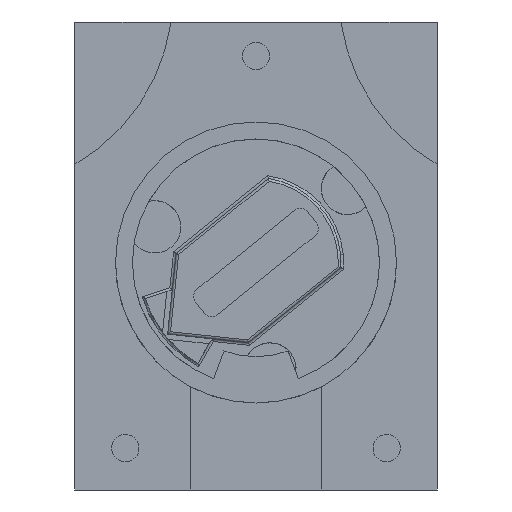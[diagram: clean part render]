
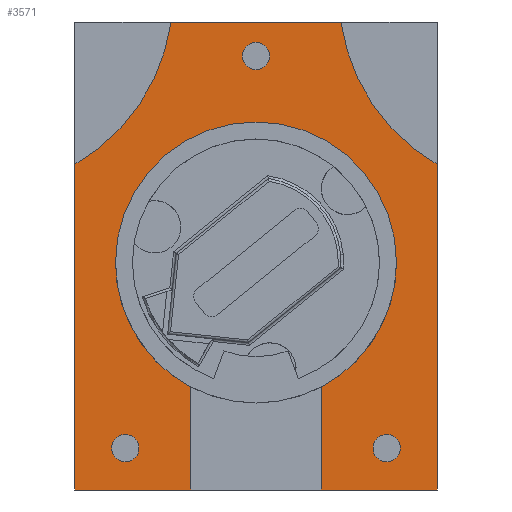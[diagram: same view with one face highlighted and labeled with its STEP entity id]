
A CAD part, front view. The second image highlights one B-rep face of the part: STEP entity #3571.
In plain terms, the highlighted planar face has unit normal (0, -1, 0).
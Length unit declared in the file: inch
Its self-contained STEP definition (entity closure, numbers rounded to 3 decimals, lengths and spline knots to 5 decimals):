
#33=CARTESIAN_POINT('',(0.,-0.025,0.));
#34=DIRECTION('',(0.,1.,0.));
#35=DIRECTION('',(1.,0.,0.));
#36=AXIS2_PLACEMENT_3D('',#33,#34,#35);
#46=CARTESIAN_POINT('',(0.,-0.025,0.));
#47=DIRECTION('',(0.,1.,0.));
#48=DIRECTION('',(-0.465,0.,-0.885));
#49=AXIS2_PLACEMENT_3D('',#46,#47,#48);
#55=CARTESIAN_POINT('',(0.,-0.025,0.));
#56=DIRECTION('',(0.,1.,0.));
#57=DIRECTION('',(-1.,0.,0.));
#58=AXIS2_PLACEMENT_3D('',#55,#56,#57);
#60=DIRECTION('',(0.,0.,1.));
#61=VECTOR('',#60,0.07884);
#62=CARTESIAN_POINT('',(-0.05,-0.025,-0.174));
#63=LINE('',#62,#61);
#64=CARTESIAN_POINT('',(-0.2135,-0.025,0.205));
#65=DIRECTION('',(0.,1.,0.));
#66=DIRECTION('',(0.99,0.,-0.14));
#67=AXIS2_PLACEMENT_3D('',#64,#65,#66);
#69=CARTESIAN_POINT('',(0.2135,-0.025,0.205));
#70=DIRECTION('',(0.,1.,0.));
#71=DIRECTION('',(-0.5,0.,-0.866));
#72=AXIS2_PLACEMENT_3D('',#69,#70,#71);
#74=DIRECTION('',(0.,0.,-1.));
#75=VECTOR('',#74,0.07884);
#76=CARTESIAN_POINT('',(0.05,-0.025,-0.09516));
#77=LINE('',#76,#75);
#95=DIRECTION('',(-1.,0.,0.));
#96=VECTOR('',#95,0.0885);
#97=CARTESIAN_POINT('',(0.1385,-0.025,-0.174));
#98=LINE('',#97,#96);
#103=DIRECTION('',(-1.,0.,0.));
#104=VECTOR('',#103,0.0885);
#105=CARTESIAN_POINT('',(-0.05,-0.025,-0.174));
#106=LINE('',#105,#104);
#115=DIRECTION('',(0.,0.,-1.));
#116=VECTOR('',#115,0.2491);
#117=CARTESIAN_POINT('',(0.1385,-0.025,0.0751));
#118=LINE('',#117,#116);
#140=DIRECTION('',(1.,0.,0.));
#141=VECTOR('',#140,0.12995);
#142=CARTESIAN_POINT('',(-0.06498,-0.025,0.184));
#143=LINE('',#142,#141);
#169=DIRECTION('',(0.,0.,1.));
#170=VECTOR('',#169,0.2491);
#171=CARTESIAN_POINT('',(-0.1385,-0.025,-0.174));
#172=LINE('',#171,#170);
#1871=CARTESIAN_POINT('',(0.,-0.025,0.158));
#1872=DIRECTION('',(0.,-1.,0.));
#1873=DIRECTION('',(0.,0.,-1.));
#1874=AXIS2_PLACEMENT_3D('',#1871,#1872,#1873);
#1880=CARTESIAN_POINT('',(0.,-0.025,0.158));
#1881=DIRECTION('',(0.,-1.,0.));
#1882=DIRECTION('',(0.,0.,1.));
#1883=AXIS2_PLACEMENT_3D('',#1880,#1881,#1882);
#1899=CARTESIAN_POINT('',(0.1,-0.025,-0.142));
#1900=DIRECTION('',(0.,1.,0.));
#1901=DIRECTION('',(0.356,0.,-0.935));
#1902=AXIS2_PLACEMENT_3D('',#1899,#1900,#1901);
#1908=CARTESIAN_POINT('',(0.1,-0.025,-0.142));
#1909=DIRECTION('',(0.,1.,0.));
#1910=DIRECTION('',(-0.356,0.,0.935));
#1911=AXIS2_PLACEMENT_3D('',#1908,#1909,#1910);
#1927=CARTESIAN_POINT('',(-0.1,-0.025,-0.142));
#1928=DIRECTION('',(0.,1.,0.));
#1929=DIRECTION('',(0.356,0.,0.935));
#1930=AXIS2_PLACEMENT_3D('',#1927,#1928,#1929);
#1936=CARTESIAN_POINT('',(-0.1,-0.025,-0.142));
#1937=DIRECTION('',(0.,1.,0.));
#1938=DIRECTION('',(-0.356,0.,-0.935));
#1939=AXIS2_PLACEMENT_3D('',#1936,#1937,#1938);
#2899=CARTESIAN_POINT('',(0.1075,-0.025,0.));
#2900=CARTESIAN_POINT('',(0.05,-0.025,-0.09516));
#2901=VERTEX_POINT('',#2899);
#2902=VERTEX_POINT('',#2900);
#2919=CARTESIAN_POINT('',(-0.1385,-0.025,-0.174));
#2920=CARTESIAN_POINT('',(-0.1385,-0.025,0.0751));
#2921=VERTEX_POINT('',#2919);
#2922=VERTEX_POINT('',#2920);
#2923=CARTESIAN_POINT('',(-0.06498,-0.025,0.184));
#2924=CARTESIAN_POINT('',(0.06498,-0.025,0.184));
#2925=VERTEX_POINT('',#2923);
#2926=VERTEX_POINT('',#2924);
#2927=CARTESIAN_POINT('',(0.1385,-0.025,0.0751));
#2928=CARTESIAN_POINT('',(0.1385,-0.025,-0.174));
#2929=VERTEX_POINT('',#2927);
#2930=VERTEX_POINT('',#2928);
#2931=CARTESIAN_POINT('',(0.05,-0.025,-0.174));
#2932=VERTEX_POINT('',#2931);
#2933=CARTESIAN_POINT('',(-0.05,-0.025,-0.174));
#2934=VERTEX_POINT('',#2933);
#2935=CARTESIAN_POINT('',(-0.05,-0.025,-0.09516));
#2936=CARTESIAN_POINT('',(-0.1075,-0.025,0.));
#2937=VERTEX_POINT('',#2935);
#2938=VERTEX_POINT('',#2936);
#3371=CARTESIAN_POINT('',(0.,-0.025,0.1475));
#3372=CARTESIAN_POINT('',(0.,-0.025,0.1685));
#3373=VERTEX_POINT('',#3371);
#3374=VERTEX_POINT('',#3372);
#3375=CARTESIAN_POINT('',(0.10373,-0.025,-0.15181));
#3376=CARTESIAN_POINT('',(0.09627,-0.025,-0.13219));
#3377=VERTEX_POINT('',#3375);
#3378=VERTEX_POINT('',#3376);
#3379=CARTESIAN_POINT('',(-0.09627,-0.025,-0.13219));
#3380=CARTESIAN_POINT('',(-0.10373,-0.025,-0.15181));
#3381=VERTEX_POINT('',#3379);
#3382=VERTEX_POINT('',#3380);
#3525=CARTESIAN_POINT('',(0.,-0.025,0.));
#3526=DIRECTION('',(0.,-1.,0.));
#3527=DIRECTION('',(-1.,0.,0.));
#3528=AXIS2_PLACEMENT_3D('',#3525,#3526,#3527);
#3529=PLANE('',#3528);
#3530=ORIENTED_EDGE('',*,*,#3497,.F.);
#3531=ORIENTED_EDGE('',*,*,#3519,.F.);
#3532=ORIENTED_EDGE('',*,*,#3505,.F.);
#3534=ORIENTED_EDGE('',*,*,#3533,.F.);
#3536=ORIENTED_EDGE('',*,*,#3535,.T.);
#3538=ORIENTED_EDGE('',*,*,#3537,.T.);
#3540=ORIENTED_EDGE('',*,*,#3539,.F.);
#3542=ORIENTED_EDGE('',*,*,#3541,.T.);
#3544=ORIENTED_EDGE('',*,*,#3543,.F.);
#3546=ORIENTED_EDGE('',*,*,#3545,.T.);
#3548=ORIENTED_EDGE('',*,*,#3547,.T.);
#3550=ORIENTED_EDGE('',*,*,#3549,.F.);
#3551=EDGE_LOOP('',(#3530,#3531,#3532,#3534,#3536,#3538,#3540,#3542,#3544,#3546,
#3548,#3550));
#3552=FACE_OUTER_BOUND('',#3551,.F.);
#3554=ORIENTED_EDGE('',*,*,#3553,.T.);
#3556=ORIENTED_EDGE('',*,*,#3555,.T.);
#3557=EDGE_LOOP('',(#3554,#3556));
#3558=FACE_BOUND('',#3557,.F.);
#3560=ORIENTED_EDGE('',*,*,#3559,.F.);
#3562=ORIENTED_EDGE('',*,*,#3561,.F.);
#3563=EDGE_LOOP('',(#3560,#3562));
#3564=FACE_BOUND('',#3563,.F.);
#3566=ORIENTED_EDGE('',*,*,#3565,.F.);
#3568=ORIENTED_EDGE('',*,*,#3567,.F.);
#3569=EDGE_LOOP('',(#3566,#3568));
#3570=FACE_BOUND('',#3569,.F.);
#3571=ADVANCED_FACE('',(#3552,#3558,#3564,#3570),#3529,.T.);
#37=CIRCLE('',#36,0.1075);
#50=CIRCLE('',#49,0.1075);
#59=CIRCLE('',#58,0.1075);
#68=CIRCLE('',#67,0.15);
#73=CIRCLE('',#72,0.15);
#1875=CIRCLE('',#1874,0.0105);
#1884=CIRCLE('',#1883,0.0105);
#1903=CIRCLE('',#1902,0.0105);
#1912=CIRCLE('',#1911,0.0105);
#1931=CIRCLE('',#1930,0.0105);
#1940=CIRCLE('',#1939,0.0105);
#3497=EDGE_CURVE('',#2901,#2902,#37,.T.);
#3505=EDGE_CURVE('',#2937,#2938,#50,.T.);
#3519=EDGE_CURVE('',#2938,#2901,#59,.T.);
#3533=EDGE_CURVE('',#2934,#2937,#63,.T.);
#3535=EDGE_CURVE('',#2934,#2921,#106,.T.);
#3537=EDGE_CURVE('',#2921,#2922,#172,.T.);
#3539=EDGE_CURVE('',#2925,#2922,#68,.T.);
#3541=EDGE_CURVE('',#2925,#2926,#143,.T.);
#3543=EDGE_CURVE('',#2929,#2926,#73,.T.);
#3545=EDGE_CURVE('',#2929,#2930,#118,.T.);
#3547=EDGE_CURVE('',#2930,#2932,#98,.T.);
#3549=EDGE_CURVE('',#2902,#2932,#77,.T.);
#3553=EDGE_CURVE('',#3373,#3374,#1875,.T.);
#3555=EDGE_CURVE('',#3374,#3373,#1884,.T.);
#3559=EDGE_CURVE('',#3377,#3378,#1903,.T.);
#3561=EDGE_CURVE('',#3378,#3377,#1912,.T.);
#3565=EDGE_CURVE('',#3381,#3382,#1931,.T.);
#3567=EDGE_CURVE('',#3382,#3381,#1940,.T.);
